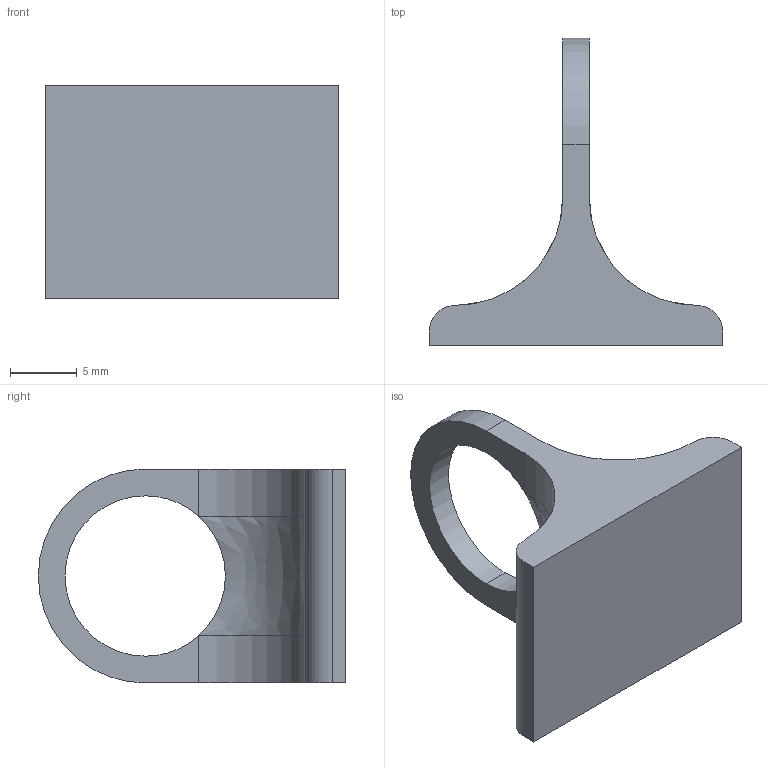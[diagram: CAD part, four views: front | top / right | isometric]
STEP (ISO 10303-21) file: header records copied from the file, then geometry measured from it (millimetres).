
FILE_DESCRIPTION (( 'STEP AP214' ), '1' );
FILE_NAME ('20250515a Lanyard Adapter Solo.STEP', '2025-05-15T13:30:24', ( '' ), ( '' ), 'SwSTEP 2.0', 'SolidWorks 2024', '' );
FILE_SCHEMA (( 'AUTOMOTIVE_DESIGN' ));
Length unit declared in the file: millimetre
Products named in the file (1): 20250515a Lanyard Adapter Solo
Bounding box: 22 x 23 x 16 mm (x, y, z)
Volume: 1809.9 mm3; surface area: 1349.2 mm2
Topology: 1 solids, 1 shells, 20 faces, 52 edges, 32 vertices
Faces by surface type: cylinder 9, plane 9, bspline 2
Entity records: 761 total; most frequent: CARTESIAN_POINT 237, DIRECTION 110, ORIENTED_EDGE 104, EDGE_CURVE 52, AXIS2_PLACEMENT_3D 41, VERTEX_POINT 32, VECTOR 28, LINE 28
